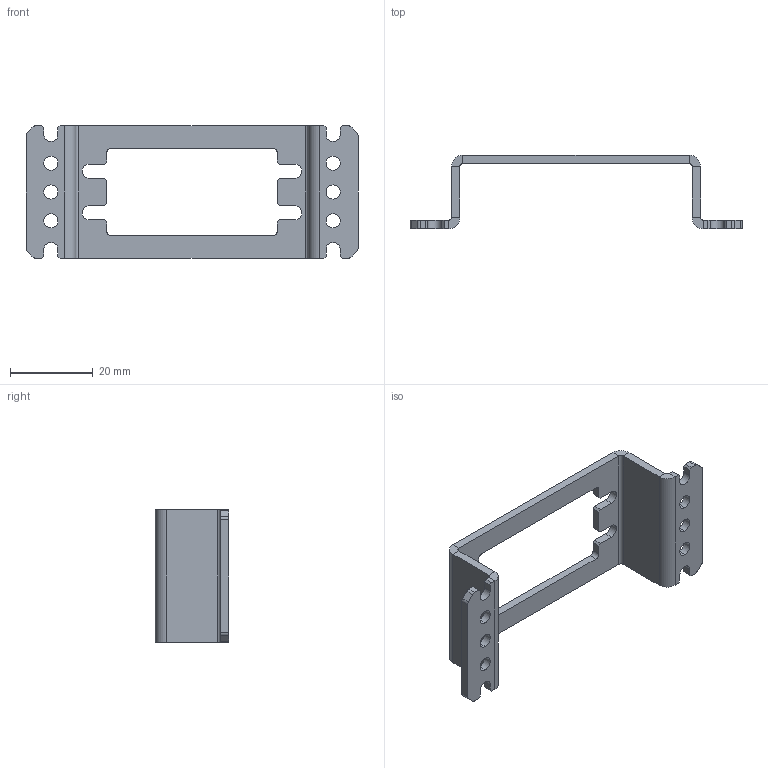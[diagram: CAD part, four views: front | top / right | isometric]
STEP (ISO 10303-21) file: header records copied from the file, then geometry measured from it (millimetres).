
FILE_DESCRIPTION (( 'STEP AP203' ), '1' );
FILE_NAME ('REV-41-1682.STEP', '2019-07-15T18:31:08', ( '' ), ( '' ), 'SwSTEP 2.0', 'SolidWorks 2018', '' );
FILE_SCHEMA (( 'CONFIG_CONTROL_DESIGN' ));
Length unit declared in the file: millimetre
Products named in the file (1): REV-41-1682
Bounding box: 80 x 17.74 x 32 mm (x, y, z)
Volume: 4847.4 mm3; surface area: 5896 mm2
Topology: 1 solids, 1 shells, 120 faces, 322 edges, 204 vertices
Faces by surface type: plane 78, cylinder 42
Entity records: 3819 total; most frequent: DIRECTION 648, CARTESIAN_POINT 647, ORIENTED_EDGE 644, EDGE_CURVE 322, VECTOR 238, LINE 238, AXIS2_PLACEMENT_3D 205, VERTEX_POINT 204
